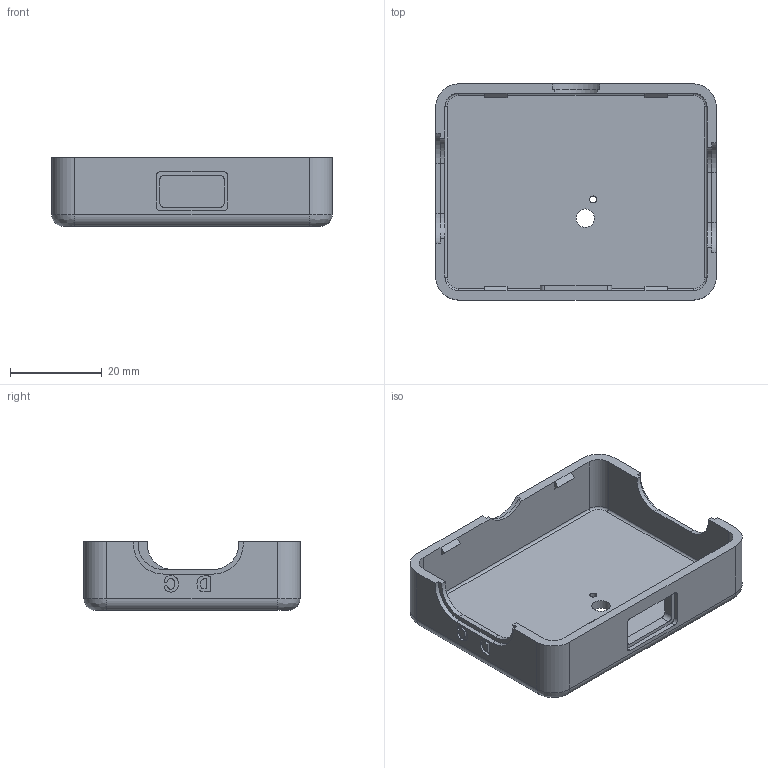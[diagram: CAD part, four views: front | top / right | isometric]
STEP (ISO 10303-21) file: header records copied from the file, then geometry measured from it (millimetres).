
FILE_DESCRIPTION(/* description */ (''),/* implementation_level */ '2;1');
FILE_NAME(/* name */ 'Enabled_Controller_Mini_Top.step',/* time_stamp */ '2021-01-16T18:17:59-08:00',/* author */ (''),/* organization */ (''),/* preprocessor_version */ 'ST-DEVELOPER v18.1',/* originating_system */ 'Autodesk Translation Framework v9.7.1.1290',/* authorisation */ '');
FILE_SCHEMA (('AUTOMOTIVE_DESIGN { 1 0 10303 214 3 1 1 }'));
Products named in the file (2): Enabled_Controller_Mini_Top; Plastic-Case
Assembly tree (1 placements, depth 2):
  Enabled_Controller_Mini_Top
    Plastic-Case
Bounding box: 61 x 47 x 15 mm (x, y, z)
Volume: 9735 mm3; surface area: 10970.8 mm2
Topology: 1 solids, 1 shells, 1165 faces, 3285 edges, 2182 vertices
Faces by surface type: bspline 841, plane 282, cylinder 38, torus 4
Full cylindrical faces by diameter (mm): 1.5 x1, 4 x1
Entity records: 45357 total; most frequent: CARTESIAN_POINT 20904, ORIENTED_EDGE 6570, EDGE_CURVE 3285, DIRECTION 2349, VERTEX_POINT 2182, B_SPLINE_CURVE_WITH_KNOTS 1674, LINE 1527, VECTOR 1527
